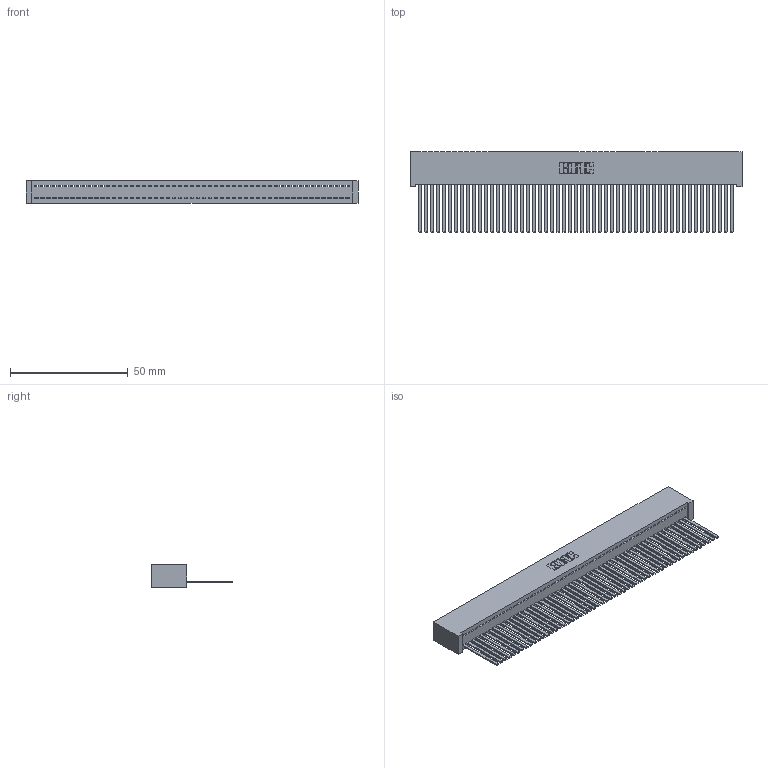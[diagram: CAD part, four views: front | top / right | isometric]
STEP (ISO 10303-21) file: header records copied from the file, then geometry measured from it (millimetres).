
FILE_DESCRIPTION (( 'STEP AP203' ), '1' );
FILE_NAME ('392-053-544-101.STEP', '2018-08-17T07:37:40', ( '' ), ( '' ), 'SwSTEP 2.0', 'SolidWorks 2016', '' );
FILE_SCHEMA (( 'CONFIG_CONTROL_DESIGN' ));
Length unit declared in the file: inch
Products named in the file (3): 392-053-544-101; 342 Part_Lugless; 345-292-001_345-293-144
Assembly tree (54 placements, depth 2):
  392-053-544-101
    342 Part_Lugless
    345-292-001_345-293-144  x53
Bounding box: 140.87 x 34.3 x 9.4 mm (x, y, z)
Volume: 13414.6 mm3; surface area: 21974.4 mm2
Topology: 54 solids, 54 shells, 2858 faces, 8649 edges, 5694 vertices
Faces by surface type: plane 2076, cylinder 782
Entity records: 30385 total; most frequent: CARTESIAN_POINT 5245, ORIENTED_EDGE 5234, DIRECTION 4391, EDGE_CURVE 2617, VECTOR 2501, LINE 2501, VERTEX_POINT 1742, AXIS2_PLACEMENT_3D 945
